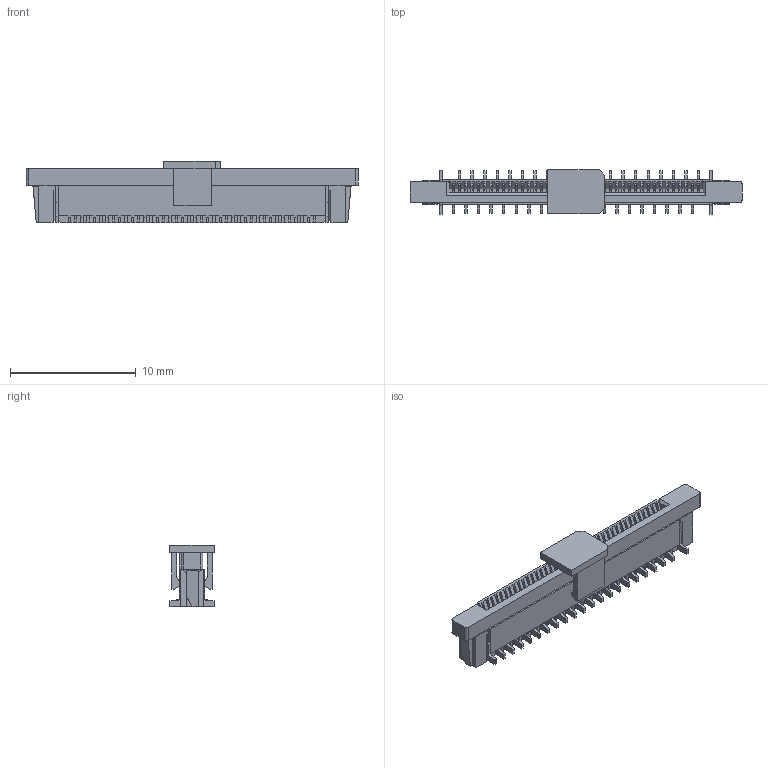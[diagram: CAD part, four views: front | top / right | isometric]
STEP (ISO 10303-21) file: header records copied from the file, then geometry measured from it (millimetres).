
FILE_DESCRIPTION(('STEP AP242'),'1');
FILE_NAME('687340124422.stp','2022-07-07T19:11:48',('TraceParts'),('TraceParts S.A.'),'Spatial InterOp 3D',' ',' ');
FILE_SCHEMA(('AP242_MANAGED_MODEL_BASED_3D_ENGINEERING_MIM_LF {1 0 10303 442 1 1 4}'));
Length unit declared in the file: millimetre
Products named in the file (1): 687340124422_1
Bounding box: 26.4 x 3.5 x 4.9 mm (x, y, z)
Volume: 169.7 mm3; surface area: 1321.1 mm2
Topology: 45 solids, 45 shells, 2102 faces, 6247 edges, 4080 vertices
Faces by surface type: plane 1684, cylinder 418
Entity records: 70287 total; most frequent: ORIENTED_EDGE 12494, CARTESIAN_POINT 12486, DIRECTION 11369, EDGE_CURVE 6247, LINE 5411, VECTOR 5411, VERTEX_POINT 4080, AXIS2_PLACEMENT_3D 2979
